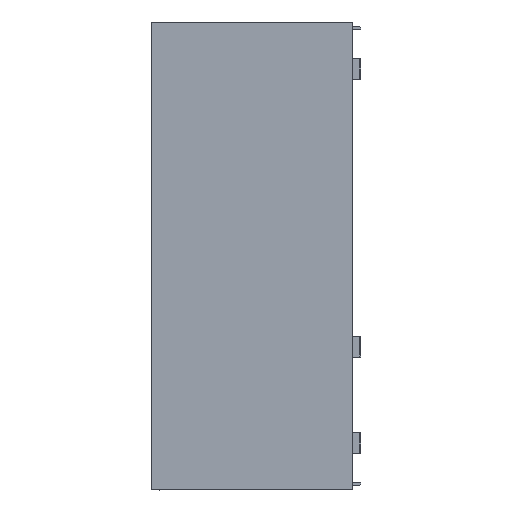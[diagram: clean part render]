
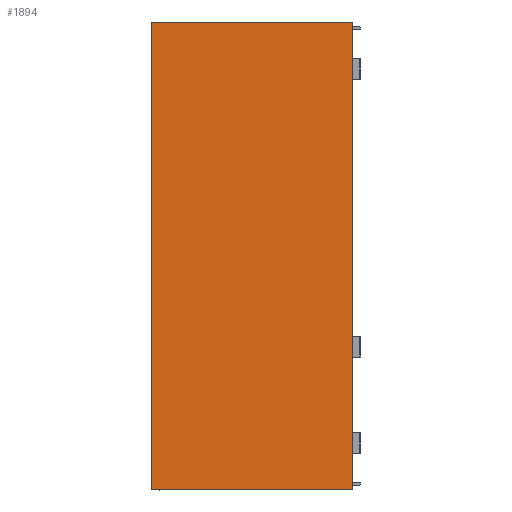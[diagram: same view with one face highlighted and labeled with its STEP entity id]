
A CAD part, left-side view. The second image highlights one B-rep face of the part: STEP entity #1894.
In plain terms, the highlighted planar face has unit normal (-1, 0, 0).
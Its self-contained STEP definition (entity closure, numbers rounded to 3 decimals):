
#1894=ADVANCED_FACE('',(#3729),#3239,.T.);
#3239=PLANE('',#23750);
#3729=FACE_OUTER_BOUND('',#5103,.T.);
#5103=EDGE_LOOP('',(#7791,#7792,#7793,#7794));
#7791=ORIENTED_EDGE('',*,*,#16588,.T.);
#7792=ORIENTED_EDGE('',*,*,#16742,.F.);
#7793=ORIENTED_EDGE('',*,*,#16743,.F.);
#7794=ORIENTED_EDGE('',*,*,#16233,.T.);
#14121=VERTEX_POINT('',#32151);
#14122=VERTEX_POINT('',#32153);
#14427=VERTEX_POINT('',#32917);
#14580=VERTEX_POINT('',#33923);
#16233=EDGE_CURVE('',#14122,#14121,#19689,.T.);
#16588=EDGE_CURVE('',#14121,#14427,#19942,.T.);
#16742=EDGE_CURVE('',#14580,#14427,#20019,.T.);
#16743=EDGE_CURVE('',#14122,#14580,#20020,.T.);
#19689=LINE('',#32152,#21637);
#19942=LINE('',#32918,#21890);
#20019=LINE('',#33922,#21967);
#20020=LINE('',#33924,#21968);
#21637=VECTOR('',#25791,1.);
#21890=VECTOR('',#26316,1.);
#21967=VECTOR('',#26465,1.);
#21968=VECTOR('',#26466,1.);
#23750=AXIS2_PLACEMENT_3D('',#33925,#26467,#26468);
#25791=DIRECTION('',(0.,0.,1.));
#26316=DIRECTION('',(0.,1.,0.));
#26465=DIRECTION('',(0.,0.,1.));
#26466=DIRECTION('',(0.,1.,0.));
#26467=DIRECTION('',(-1.,0.,0.));
#26468=DIRECTION('',(0.,0.,-1.));
#32151=CARTESIAN_POINT('',(-46.95,-4.77,55.));
#32152=CARTESIAN_POINT('',(-46.95,-4.77,-55.));
#32153=CARTESIAN_POINT('',(-46.95,-4.77,-55.));
#32917=CARTESIAN_POINT('',(-46.95,42.58,55.));
#32918=CARTESIAN_POINT('',(-46.95,-4.77,55.));
#33922=CARTESIAN_POINT('',(-46.95,42.58,-55.));
#33923=CARTESIAN_POINT('',(-46.95,42.58,-55.));
#33924=CARTESIAN_POINT('',(-46.95,-4.77,-55.));
#33925=CARTESIAN_POINT('',(-46.95,-4.77,-55.));
